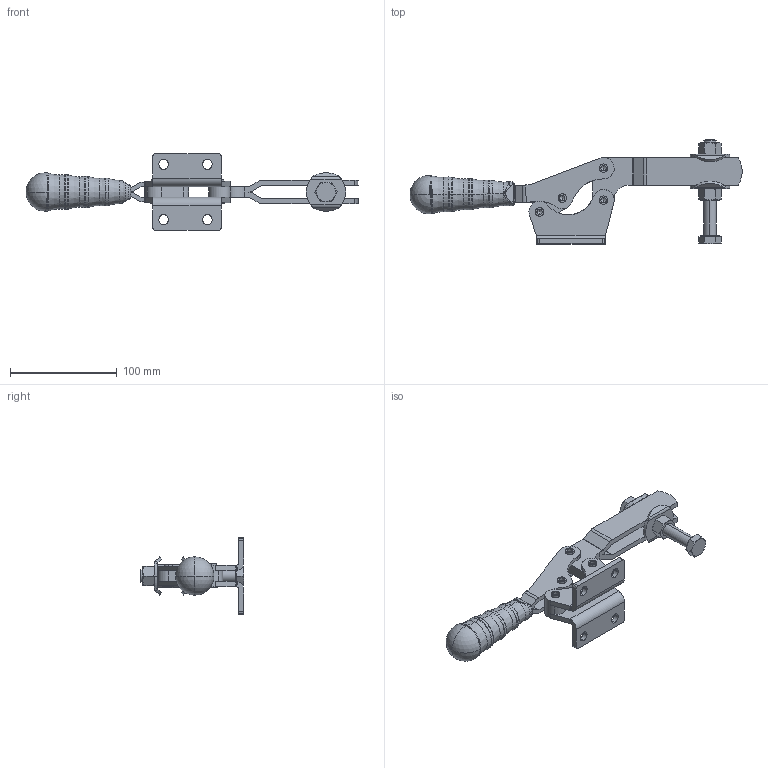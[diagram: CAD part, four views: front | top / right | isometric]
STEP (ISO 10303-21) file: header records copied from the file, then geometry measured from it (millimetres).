
FILE_DESCRIPTION((''),'2;1');
FILE_NAME('126.0.stp','2005-09-27T16:16:48',('Kysilko'),(''),'Autodesk Inventor 8','Autodesk Inventor 8','');
FILE_SCHEMA(('AUTOMOTIVE_DESIGN { 1 0 10303 214 1 1 1 1 }'));
Length unit declared in the file: millimetre
Products named in the file (1): Part28
Bounding box: 311.45 x 97.5 x 71.96 mm (x, y, z)
Volume: 188492.4 mm3; surface area: 69151.5 mm2
Topology: 1 solids, 5 shells, 1027 faces, 2725 edges, 1563 vertices
Faces by surface type: plane 393, cone 364, bspline 148, cylinder 100, sphere 14, torus 8
Entity records: 37193 total; most frequent: CARTESIAN_POINT 13142, ORIENTED_EDGE 5422, DIRECTION 4939, EDGE_CURVE 2711, AXIS2_PLACEMENT_3D 2020, VERTEX_POINT 1563, EDGE_LOOP 1206, CIRCLE 1140
